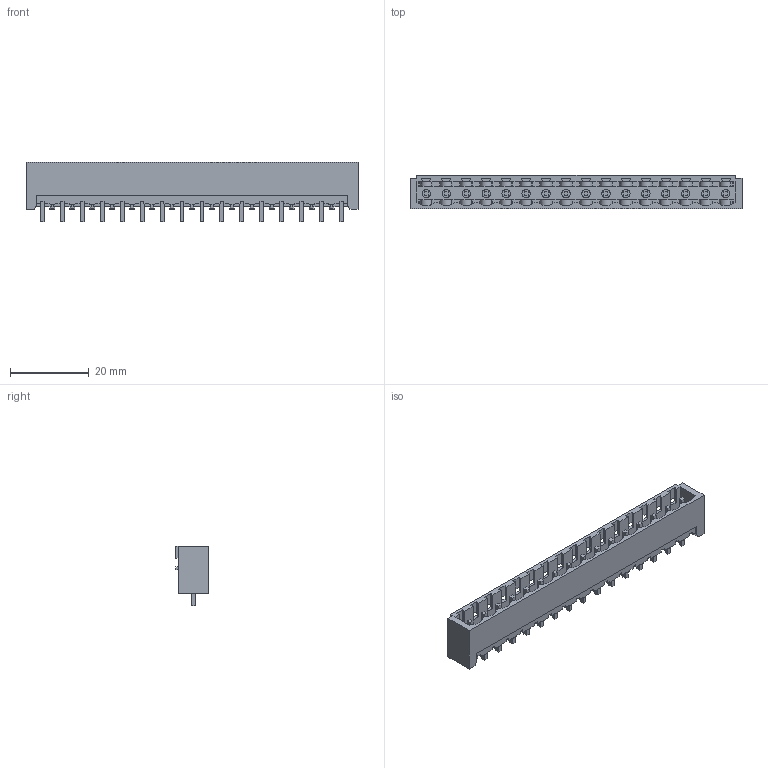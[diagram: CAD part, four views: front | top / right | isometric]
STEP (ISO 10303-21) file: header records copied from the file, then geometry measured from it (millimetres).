
FILE_DESCRIPTION(('CATIA V5 STEP Exchange','CAx-IF Rec.Pracs.--- Model Styling and Organization---1.2---2011-12-15'),'2;1');
FILE_NAME ('D1457031_0', '2018-03-21T16:06:50+00:00', ('none'), ('Weidmueller'), 'CATIA Version 5-6 Release 2014', 'CATIA V5 STEP AP214', 'none');
FILE_SCHEMA(('AUTOMOTIVE_DESIGN { 1 0 10303 214 1 1 1 1 }'));
Length unit declared in the file: millimetre
Products named in the file (1): 1838350000
Bounding box: 84.48 x 8.43 x 15.2 mm (x, y, z)
Volume: 3096.8 mm3; surface area: 7162.5 mm2
Topology: 17 solids, 17 shells, 932 faces, 2970 edges, 2042 vertices
Faces by surface type: plane 763, cylinder 153, extrusion 16
Entity records: 33462 total; most frequent: CARTESIAN_POINT 7581, ORIENTED_EDGE 5940, DIRECTION 4489, EDGE_CURVE 2970, VECTOR 2386, LINE 2370, VERTEX_POINT 2042, AXIS2_PLACEMENT_3D 1187
